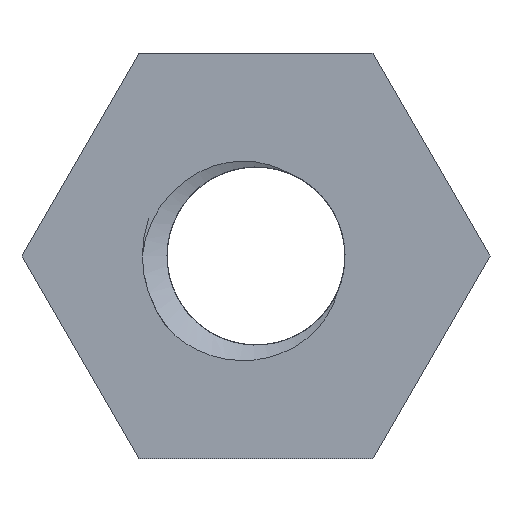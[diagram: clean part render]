
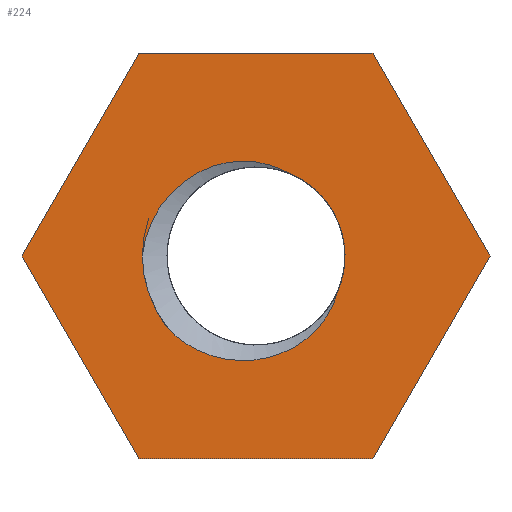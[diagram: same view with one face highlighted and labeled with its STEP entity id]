
A CAD part, front view. The second image highlights one B-rep face of the part: STEP entity #224.
In plain terms, the highlighted planar face has unit normal (0, -1, 0).
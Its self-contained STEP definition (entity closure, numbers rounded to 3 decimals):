
#20 = VERTEX_POINT ( 'NONE', #381 ) ;
#158 = VERTEX_POINT ( 'NONE', #2914 ) ;
#224 = ADVANCED_FACE ( 'NONE', ( #2810, #2821 ), #745, .F. ) ;
#359 = VERTEX_POINT ( 'NONE', #702 ) ;
#365 = CARTESIAN_POINT ( 'NONE',  ( 3.833, 0., -0.456 ) ) ;
#381 = CARTESIAN_POINT ( 'NONE',  ( 1.68, 0., -1.051 ) ) ;
#626 = VERTEX_POINT ( 'NONE', #365 ) ;
#683 = ORIENTED_EDGE ( 'NONE', *, *, #1089, .F. ) ;
#702 = CARTESIAN_POINT ( 'NONE',  ( 3.191, 0., 1.089 ) ) ;
#729 = VECTOR ( 'NONE', #902, 1000. ) ;
#740 = DIRECTION ( 'NONE',  ( -1., 0., 0. ) ) ;
#745 = PLANE ( 'NONE',  #2265 ) ;
#753 = CARTESIAN_POINT ( 'NONE',  ( 0., 0., 0. ) ) ;
#755 = ORIENTED_EDGE ( 'NONE', *, *, #807, .F. ) ;
#758 = DIRECTION ( 'NONE',  ( 0., 1., 0. ) ) ;
#775 = EDGE_CURVE ( 'NONE', #1150, #2523, #2088, .T. ) ;
#782 = EDGE_LOOP ( 'NONE', ( #1185, #755, #876, #2930, #2623, #683 ) ) ;
#787 = VERTEX_POINT ( 'NONE', #2586 ) ;
#807 = EDGE_CURVE ( 'NONE', #2523, #787, #2328, .T. ) ;
#831 = B_SPLINE_CURVE_WITH_KNOTS ( 'NONE', 3,
 ( #1645, #1651, #1592, #1590, #1589, #1586, #1585, #1582, #1579, #1578, #1574, #1573, #1570, #1566, #1562, #1555 ),
 .UNSPECIFIED., .F., .F.,
 ( 4, 2, 2, 2, 2, 2, 2, 4 ),
 ( 0., 0., 0.001, 0.001, 0.001, 0.002, 0.002, 0.003 ),
 .UNSPECIFIED. ) ;
#862 = B_SPLINE_CURVE_WITH_KNOTS ( 'NONE', 3,
 ( #2166, #2175, #2157, #2156, #2149, #2146, #2145, #2142, #2138, #2135, #2133, #2129, #2126, #2124 ),
 .UNSPECIFIED., .F., .F.,
 ( 4, 2, 2, 2, 2, 2, 4 ),
 ( 0., 0., 0.001, 0.001, 0.002, 0.002, 0.003 ),
 .UNSPECIFIED. ) ;
#876 = ORIENTED_EDGE ( 'NONE', *, *, #775, .F. ) ;
#902 = DIRECTION ( 'NONE',  ( 0.5, 0., -0.866 ) ) ;
#906 = CARTESIAN_POINT ( 'NONE',  ( 4.294, 0., 2.675 ) ) ;
#935 = DIRECTION ( 'NONE',  ( 1., 0., 0. ) ) ;
#965 = CARTESIAN_POINT ( 'NONE',  ( 1.206, 0., 2.675 ) ) ;
#993 = CARTESIAN_POINT ( 'NONE',  ( 1.206, 0., -2.675 ) ) ;
#996 = DIRECTION ( 'NONE',  ( -0.5, 0., 0.866 ) ) ;
#1005 = VERTEX_POINT ( 'NONE', #2451 ) ;
#1044 = ORIENTED_EDGE ( 'NONE', *, *, #2402, .T. ) ;
#1069 = DIRECTION ( 'NONE',  ( -1., 0., 0. ) ) ;
#1071 = DIRECTION ( 'NONE',  ( 0., 1., 0. ) ) ;
#1075 = CARTESIAN_POINT ( 'NONE',  ( 2.75, 0., 0. ) ) ;
#1079 = ORIENTED_EDGE ( 'NONE', *, *, #2494, .T. ) ;
#1089 = EDGE_CURVE ( 'NONE', #1756, #1005, #1090, .T. ) ;
#1090 = LINE ( 'NONE', #2382, #1093 ) ;
#1093 = VECTOR ( 'NONE', #2385, 1000. ) ;
#1150 = VERTEX_POINT ( 'NONE', #2370 ) ;
#1185 = ORIENTED_EDGE ( 'NONE', *, *, #2578, .F. ) ;
#1324 = CIRCLE ( 'NONE', #2160, 1.5 ) ;
#1411 = LINE ( 'NONE', #993, #1445 ) ;
#1444 = LINE ( 'NONE', #965, #1510 ) ;
#1445 = VECTOR ( 'NONE', #996, 1000. ) ;
#1510 = VECTOR ( 'NONE', #935, 1000. ) ;
#1512 = LINE ( 'NONE', #906, #729 ) ;
#1527 = CARTESIAN_POINT ( 'NONE',  ( 4.294, 0., -2.675 ) ) ;
#1528 = CARTESIAN_POINT ( 'NONE',  ( 3.833, 0., -0.456 ) ) ;
#1531 = CARTESIAN_POINT ( 'NONE',  ( 3.894, 0., -0.311 ) ) ;
#1532 = CARTESIAN_POINT ( 'NONE',  ( 3.925, 0., -0.157 ) ) ;
#1537 = CARTESIAN_POINT ( 'NONE',  ( 3.926, 0., 0.153 ) ) ;
#1540 = CARTESIAN_POINT ( 'NONE',  ( 3.894, 0., 0.308 ) ) ;
#1545 = CARTESIAN_POINT ( 'NONE',  ( 3.776, 0., 0.594 ) ) ;
#1546 = CARTESIAN_POINT ( 'NONE',  ( 3.687, 0., 0.726 ) ) ;
#1548 = CARTESIAN_POINT ( 'NONE',  ( 3.468, 0., 0.943 ) ) ;
#1555 = CARTESIAN_POINT ( 'NONE',  ( 3.191, 0., 1.089 ) ) ;
#1562 = CARTESIAN_POINT ( 'NONE',  ( 2.998, 0., 1.2 ) ) ;
#1566 = CARTESIAN_POINT ( 'NONE',  ( 2.778, 0., 1.256 ) ) ;
#1570 = CARTESIAN_POINT ( 'NONE',  ( 2.449, 0., 1.25 ) ) ;
#1573 = CARTESIAN_POINT ( 'NONE',  ( 2.339, 0., 1.233 ) ) ;
#1574 = CARTESIAN_POINT ( 'NONE',  ( 2.129, 0., 1.172 ) ) ;
#1578 = CARTESIAN_POINT ( 'NONE',  ( 2.028, 0., 1.127 ) ) ;
#1579 = CARTESIAN_POINT ( 'NONE',  ( 1.838, 0., 1.015 ) ) ;
#1582 = CARTESIAN_POINT ( 'NONE',  ( 1.751, 0., 0.948 ) ) ;
#1585 = CARTESIAN_POINT ( 'NONE',  ( 1.593, 0., 0.796 ) ) ;
#1586 = CARTESIAN_POINT ( 'NONE',  ( 1.523, 0., 0.71 ) ) ;
#1589 = CARTESIAN_POINT ( 'NONE',  ( 1.405, 0., 0.525 ) ) ;
#1590 = CARTESIAN_POINT ( 'NONE',  ( 1.357, 0., 0.425 ) ) ;
#1592 = CARTESIAN_POINT ( 'NONE',  ( 1.285, 0., 0.217 ) ) ;
#1596 = CARTESIAN_POINT ( 'NONE',  ( 3.336, 0., 1.031 ) ) ;
#1600 = CARTESIAN_POINT ( 'NONE',  ( 3.191, 0., 1.089 ) ) ;
#1645 = CARTESIAN_POINT ( 'NONE',  ( 1.25, 0., 0. ) ) ;
#1651 = CARTESIAN_POINT ( 'NONE',  ( 1.261, 0., 0.11 ) ) ;
#1756 = VERTEX_POINT ( 'NONE', #2259 ) ;
#2051 = VECTOR ( 'NONE', #2608, 1000. ) ;
#2088 = LINE ( 'NONE', #2613, #2051 ) ;
#2124 = CARTESIAN_POINT ( 'NONE',  ( 1.68, 0., -1.051 ) ) ;
#2126 = CARTESIAN_POINT ( 'NONE',  ( 1.766, 0., -1.121 ) ) ;
#2129 = CARTESIAN_POINT ( 'NONE',  ( 1.86, 0., -1.182 ) ) ;
#2133 = CARTESIAN_POINT ( 'NONE',  ( 2.056, 0., -1.281 ) ) ;
#2135 = CARTESIAN_POINT ( 'NONE',  ( 2.162, 0., -1.32 ) ) ;
#2138 = CARTESIAN_POINT ( 'NONE',  ( 2.484, 0., -1.395 ) ) ;
#2142 = CARTESIAN_POINT ( 'NONE',  ( 2.711, 0., -1.392 ) ) ;
#2145 = CARTESIAN_POINT ( 'NONE',  ( 3.138, 0., -1.28 ) ) ;
#2146 = CARTESIAN_POINT ( 'NONE',  ( 3.341, 0., -1.171 ) ) ;
#2149 = CARTESIAN_POINT ( 'NONE',  ( 3.581, 0., -0.944 ) ) ;
#2156 = CARTESIAN_POINT ( 'NONE',  ( 3.651, 0., -0.856 ) ) ;
#2157 = CARTESIAN_POINT ( 'NONE',  ( 3.763, 0., -0.665 ) ) ;
#2160 = AXIS2_PLACEMENT_3D ( 'NONE', #1075, #1071, #1069 ) ;
#2166 = CARTESIAN_POINT ( 'NONE',  ( 3.833, 0., -0.456 ) ) ;
#2175 = CARTESIAN_POINT ( 'NONE',  ( 3.805, 0., -0.564 ) ) ;
#2228 = VERTEX_POINT ( 'NONE', #2251 ) ;
#2251 = CARTESIAN_POINT ( 'NONE',  ( 4.294, 0., 2.675 ) ) ;
#2259 = CARTESIAN_POINT ( 'NONE',  ( -0.339, 0., 0. ) ) ;
#2265 = AXIS2_PLACEMENT_3D ( 'NONE', #753, #758, #740 ) ;
#2303 = ORIENTED_EDGE ( 'NONE', *, *, #2489, .T. ) ;
#2328 = LINE ( 'NONE', #2585, #2329 ) ;
#2329 = VECTOR ( 'NONE', #2575, 1000. ) ;
#2370 = CARTESIAN_POINT ( 'NONE',  ( 5.839, 0., 0. ) ) ;
#2382 = CARTESIAN_POINT ( 'NONE',  ( -0.339, 0., 0. ) ) ;
#2385 = DIRECTION ( 'NONE',  ( 0.5, 0., 0.866 ) ) ;
#2391 = ORIENTED_EDGE ( 'NONE', *, *, #2512, .T. ) ;
#2393 = EDGE_LOOP ( 'NONE', ( #2391, #2303, #1079, #1044 ) ) ;
#2402 = EDGE_CURVE ( 'NONE', #626, #20, #862, .T. ) ;
#2451 = CARTESIAN_POINT ( 'NONE',  ( 1.206, 0., 2.675 ) ) ;
#2489 = EDGE_CURVE ( 'NONE', #158, #359, #831, .T. ) ;
#2494 = EDGE_CURVE ( 'NONE', #359, #626, #2844, .T. ) ;
#2512 = EDGE_CURVE ( 'NONE', #20, #158, #1324, .T. ) ;
#2523 = VERTEX_POINT ( 'NONE', #1527 ) ;
#2575 = DIRECTION ( 'NONE',  ( -1., 0., 0. ) ) ;
#2578 = EDGE_CURVE ( 'NONE', #787, #1756, #1411, .T. ) ;
#2585 = CARTESIAN_POINT ( 'NONE',  ( 4.294, 0., -2.675 ) ) ;
#2586 = CARTESIAN_POINT ( 'NONE',  ( 1.206, 0., -2.675 ) ) ;
#2601 = EDGE_CURVE ( 'NONE', #1005, #2228, #1444, .T. ) ;
#2608 = DIRECTION ( 'NONE',  ( -0.5, 0., -0.866 ) ) ;
#2613 = CARTESIAN_POINT ( 'NONE',  ( 5.839, 0., 0. ) ) ;
#2620 = EDGE_CURVE ( 'NONE', #2228, #1150, #1512, .T. ) ;
#2623 = ORIENTED_EDGE ( 'NONE', *, *, #2601, .F. ) ;
#2810 = FACE_OUTER_BOUND ( 'NONE', #782, .T. ) ;
#2821 = FACE_BOUND ( 'NONE', #2393, .T. ) ;
#2844 = B_SPLINE_CURVE_WITH_KNOTS ( 'NONE', 3,
 ( #1600, #1596, #1548, #1546, #1545, #1540, #1537, #1532, #1531, #1528 ),
 .UNSPECIFIED., .F., .F.,
 ( 4, 2, 2, 2, 4 ),
 ( 0., 0., 0.001, 0.001, 0.002 ),
 .UNSPECIFIED. ) ;
#2914 = CARTESIAN_POINT ( 'NONE',  ( 1.25, 0., 0. ) ) ;
#2930 = ORIENTED_EDGE ( 'NONE', *, *, #2620, .F. ) ;
